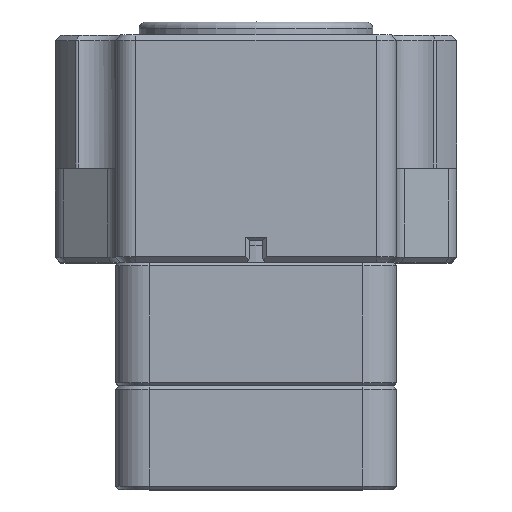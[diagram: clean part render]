
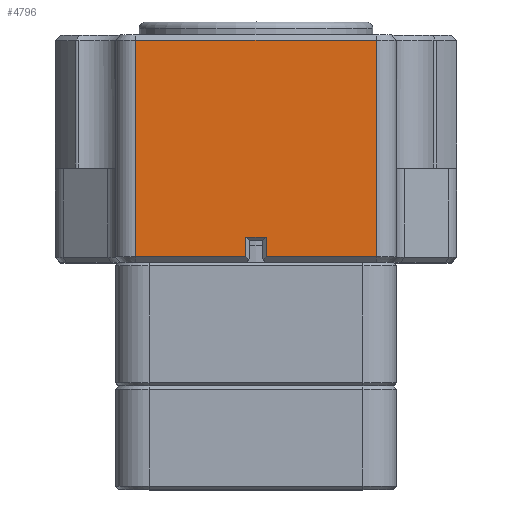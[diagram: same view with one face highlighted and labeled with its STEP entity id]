
A CAD part, top view. The second image highlights one B-rep face of the part: STEP entity #4796.
In plain terms, the highlighted planar face has unit normal (0, 0, 1).
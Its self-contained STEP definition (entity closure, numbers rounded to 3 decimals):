
#337 = CARTESIAN_POINT ( 'NONE',  ( 1.5, 3.7, 53. ) ) ;
#953 = EDGE_CURVE ( 'NONE', #21118, #15403, #26403, .T. ) ;
#2188 = CARTESIAN_POINT ( 'NONE',  ( 1.5, 0.8, 53. ) ) ;
#2565 = VECTOR ( 'NONE', #24400, 1000. ) ;
#4796 = ADVANCED_FACE ( 'NONE', ( #16475 ), #16467, .F. ) ;
#4856 = VERTEX_POINT ( 'NONE', #15399 ) ;
#5826 = DIRECTION ( 'NONE',  ( 1., 0., 0. ) ) ;
#5846 = VERTEX_POINT ( 'NONE', #2188 ) ;
#5855 = CARTESIAN_POINT ( 'NONE',  ( 18., 0.8, 53. ) ) ;
#5872 = LINE ( 'NONE', #5855, #24912 ) ;
#5875 = CARTESIAN_POINT ( 'NONE',  ( -18., 0.8, 53. ) ) ;
#5987 = VERTEX_POINT ( 'NONE', #337 ) ;
#6504 = EDGE_CURVE ( 'NONE', #5987, #5846, #24438, .T. ) ;
#6558 = EDGE_CURVE ( 'NONE', #5846, #15403, #24158, .T. ) ;
#9376 = DIRECTION ( 'NONE',  ( 0., 1., 0. ) ) ;
#9406 = CARTESIAN_POINT ( 'NONE',  ( -1.5, 34., 53. ) ) ;
#9413 = LINE ( 'NONE', #9406, #33098 ) ;
#9744 = VECTOR ( 'NONE', #26370, 1000. ) ;
#10259 = VERTEX_POINT ( 'NONE', #5875 ) ;
#11276 = VECTOR ( 'NONE', #24102, 1000. ) ;
#13176 = EDGE_CURVE ( 'NONE', #25336, #25622, #9413, .T. ) ;
#13182 = EDGE_LOOP ( 'NONE', ( #30586, #30703, #30411, #30333, #30242, #30159, #30114, #30072 ) ) ;
#14250 = EDGE_CURVE ( 'NONE', #21118, #4856, #28355, .T. ) ;
#14343 = EDGE_CURVE ( 'NONE', #25622, #5987, #26096, .T. ) ;
#15121 = VECTOR ( 'NONE', #28319, 1000. ) ;
#15399 = CARTESIAN_POINT ( 'NONE',  ( -18., 33.2, 53. ) ) ;
#15403 = VERTEX_POINT ( 'NONE', #16357 ) ;
#16357 = CARTESIAN_POINT ( 'NONE',  ( 18., 0.8, 53. ) ) ;
#16419 = DIRECTION ( 'NONE',  ( -1., 0., 0. ) ) ;
#16424 = DIRECTION ( 'NONE',  ( 0., 0., -1. ) ) ;
#16432 = EDGE_CURVE ( 'NONE', #10259, #25336, #5872, .T. ) ;
#16463 = CARTESIAN_POINT ( 'NONE',  ( 18., 34., 53. ) ) ;
#16467 = PLANE ( 'NONE',  #25872 ) ;
#16475 = FACE_OUTER_BOUND ( 'NONE', #13182, .T. ) ;
#16666 = DIRECTION ( 'NONE',  ( 0., -1., 0. ) ) ;
#16693 = CARTESIAN_POINT ( 'NONE',  ( -18., 34., 53. ) ) ;
#16699 = LINE ( 'NONE', #16693, #22865 ) ;
#19852 = CARTESIAN_POINT ( 'NONE',  ( 18., 33.2, 53. ) ) ;
#21118 = VERTEX_POINT ( 'NONE', #19852 ) ;
#22865 = VECTOR ( 'NONE', #16666, 1000. ) ;
#24102 = DIRECTION ( 'NONE',  ( 1., 0., 0. ) ) ;
#24115 = CARTESIAN_POINT ( 'NONE',  ( 18., 0.8, 53. ) ) ;
#24158 = LINE ( 'NONE', #24115, #11276 ) ;
#24400 = DIRECTION ( 'NONE',  ( 0., -1., 0. ) ) ;
#24406 = CARTESIAN_POINT ( 'NONE',  ( 1.5, 34., 53. ) ) ;
#24438 = LINE ( 'NONE', #24406, #2565 ) ;
#24912 = VECTOR ( 'NONE', #5826, 1000. ) ;
#25336 = VERTEX_POINT ( 'NONE', #30854 ) ;
#25622 = VERTEX_POINT ( 'NONE', #25736 ) ;
#25736 = CARTESIAN_POINT ( 'NONE',  ( -1.5, 3.7, 53. ) ) ;
#25872 = AXIS2_PLACEMENT_3D ( 'NONE', #16463, #16424, #16419 ) ;
#26055 = DIRECTION ( 'NONE',  ( 1., 0., 0. ) ) ;
#26070 = CARTESIAN_POINT ( 'NONE',  ( 1., 3.7, 53. ) ) ;
#26096 = LINE ( 'NONE', #26070, #28107 ) ;
#26370 = DIRECTION ( 'NONE',  ( 0., -1., 0. ) ) ;
#26375 = CARTESIAN_POINT ( 'NONE',  ( 18., 34., 53. ) ) ;
#26403 = LINE ( 'NONE', #26375, #9744 ) ;
#28107 = VECTOR ( 'NONE', #26055, 1000. ) ;
#28319 = DIRECTION ( 'NONE',  ( -1., 0., 0. ) ) ;
#28347 = CARTESIAN_POINT ( 'NONE',  ( -18., 33.2, 53. ) ) ;
#28355 = LINE ( 'NONE', #28347, #15121 ) ;
#29661 = EDGE_CURVE ( 'NONE', #4856, #10259, #16699, .T. ) ;
#30072 = ORIENTED_EDGE ( 'NONE', *, *, #13176, .T. ) ;
#30114 = ORIENTED_EDGE ( 'NONE', *, *, #16432, .T. ) ;
#30159 = ORIENTED_EDGE ( 'NONE', *, *, #29661, .T. ) ;
#30242 = ORIENTED_EDGE ( 'NONE', *, *, #14250, .T. ) ;
#30333 = ORIENTED_EDGE ( 'NONE', *, *, #953, .F. ) ;
#30411 = ORIENTED_EDGE ( 'NONE', *, *, #6558, .T. ) ;
#30586 = ORIENTED_EDGE ( 'NONE', *, *, #14343, .T. ) ;
#30703 = ORIENTED_EDGE ( 'NONE', *, *, #6504, .T. ) ;
#30854 = CARTESIAN_POINT ( 'NONE',  ( -1.5, 0.8, 53. ) ) ;
#33098 = VECTOR ( 'NONE', #9376, 1000. ) ;
